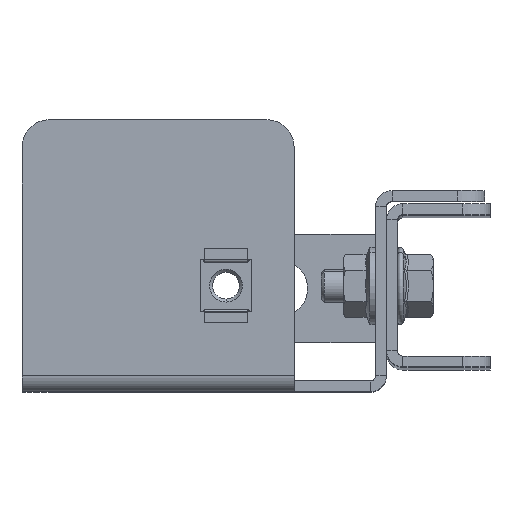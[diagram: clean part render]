
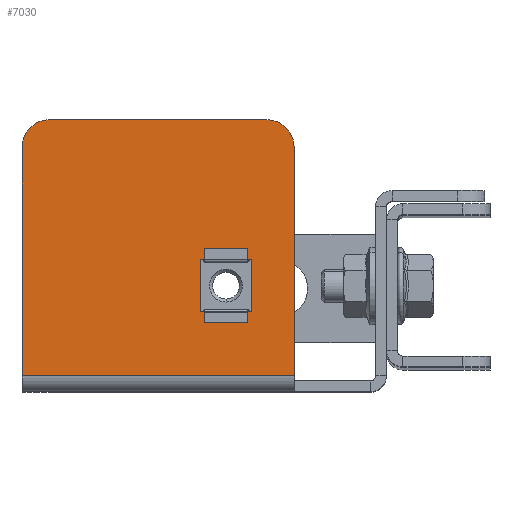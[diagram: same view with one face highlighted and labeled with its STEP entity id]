
A CAD part, top view. The second image highlights one B-rep face of the part: STEP entity #7030.
In plain terms, the highlighted face is planar.
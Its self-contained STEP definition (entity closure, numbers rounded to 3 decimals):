
#100 = AXIS2_PLACEMENT_3D ( 'NONE', #1402, #2056, #1194 ) ;
#272 = ORIENTED_EDGE ( 'NONE', *, *, #4845, .T. ) ;
#425 = CARTESIAN_POINT ( 'NONE',  ( -30.5, 20., -28. ) ) ;
#605 = VERTEX_POINT ( 'NONE', #5251 ) ;
#635 = DIRECTION ( 'NONE',  ( 0., 1., 0. ) ) ;
#698 = CARTESIAN_POINT ( 'NONE',  ( 4.75, 32.25, -28. ) ) ;
#736 = EDGE_CURVE ( 'NONE', #9918, #605, #2294, .T. ) ;
#753 = FACE_BOUND ( 'NONE', #7099, .T. ) ;
#763 = ORIENTED_EDGE ( 'NONE', *, *, #5159, .T. ) ;
#776 = CIRCLE ( 'NONE', #100, 5. ) ;
#838 = CARTESIAN_POINT ( 'NONE',  ( 16.5, 65., -28. ) ) ;
#1162 = CARTESIAN_POINT ( 'NONE',  ( -25.5, 65., -28. ) ) ;
#1181 = LINE ( 'NONE', #4561, #8032 ) ;
#1194 = DIRECTION ( 'NONE',  ( 1., 0., 0. ) ) ;
#1207 = VECTOR ( 'NONE', #5982, 1000. ) ;
#1210 = EDGE_CURVE ( 'NONE', #10064, #9918, #9919, .T. ) ;
#1363 = ORIENTED_EDGE ( 'NONE', *, *, #1580, .F. ) ;
#1402 = CARTESIAN_POINT ( 'NONE',  ( -25.5, 20., -28. ) ) ;
#1404 = AXIS2_PLACEMENT_3D ( 'NONE', #6362, #9766, #2262 ) ;
#1580 = EDGE_CURVE ( 'NONE', #7576, #1756, #5976, .T. ) ;
#1756 = VERTEX_POINT ( 'NONE', #2066 ) ;
#1781 = ORIENTED_EDGE ( 'NONE', *, *, #10419, .T. ) ;
#1813 = VECTOR ( 'NONE', #8230, 1000. ) ;
#2056 = DIRECTION ( 'NONE',  ( 0., 0., -1. ) ) ;
#2066 = CARTESIAN_POINT ( 'NONE',  ( 16.5, 65., -28. ) ) ;
#2093 = DIRECTION ( 'NONE',  ( 0., -1., 0. ) ) ;
#2262 = DIRECTION ( 'NONE',  ( 1., 0., 0. ) ) ;
#2294 = LINE ( 'NONE', #5554, #3490 ) ;
#2309 = LINE ( 'NONE', #698, #3819 ) ;
#2538 = CARTESIAN_POINT ( 'NONE',  ( 0., 65., -28. ) ) ;
#3135 = CARTESIAN_POINT ( 'NONE',  ( -30.5, 0., -28. ) ) ;
#3291 = ORIENTED_EDGE ( 'NONE', *, *, #8091, .T. ) ;
#3490 = VECTOR ( 'NONE', #635, 1000. ) ;
#3568 = EDGE_CURVE ( 'NONE', #7576, #6489, #9334, .T. ) ;
#3605 = VERTEX_POINT ( 'NONE', #1162 ) ;
#3626 = VERTEX_POINT ( 'NONE', #9121 ) ;
#3629 = CARTESIAN_POINT ( 'NONE',  ( -25.5, 15., -28. ) ) ;
#3819 = VECTOR ( 'NONE', #6310, 1000. ) ;
#3919 = FACE_OUTER_BOUND ( 'NONE', #4643, .T. ) ;
#4020 = PLANE ( 'NONE',  #1404 ) ;
#4039 = ORIENTED_EDGE ( 'NONE', *, *, #736, .F. ) ;
#4424 = DIRECTION ( 'NONE',  ( 0., 0., -1. ) ) ;
#4561 = CARTESIAN_POINT ( 'NONE',  ( 4.75, 32.25, -28. ) ) ;
#4643 = EDGE_LOOP ( 'NONE', ( #7815, #763, #272, #1781, #3291, #1363 ) ) ;
#4845 = EDGE_CURVE ( 'NONE', #9861, #7706, #7185, .T. ) ;
#5130 = CARTESIAN_POINT ( 'NONE',  ( 0., 15., -28. ) ) ;
#5135 = CARTESIAN_POINT ( 'NONE',  ( 4.75, 22.75, -28. ) ) ;
#5159 = EDGE_CURVE ( 'NONE', #6489, #9861, #776, .T. ) ;
#5251 = CARTESIAN_POINT ( 'NONE',  ( -4.75, 32.25, -28. ) ) ;
#5554 = CARTESIAN_POINT ( 'NONE',  ( -4.75, 32.25, -28. ) ) ;
#5556 = EDGE_CURVE ( 'NONE', #3626, #10064, #1181, .T. ) ;
#5561 = CARTESIAN_POINT ( 'NONE',  ( -4.75, 22.75, -28. ) ) ;
#5754 = EDGE_CURVE ( 'NONE', #605, #3626, #2309, .T. ) ;
#5790 = ORIENTED_EDGE ( 'NONE', *, *, #5556, .F. ) ;
#5976 = LINE ( 'NONE', #838, #6730 ) ;
#5982 = DIRECTION ( 'NONE',  ( -1., 0., 0. ) ) ;
#6083 = CARTESIAN_POINT ( 'NONE',  ( -30.5, 60., -28. ) ) ;
#6254 = AXIS2_PLACEMENT_3D ( 'NONE', #9262, #4424, #10210 ) ;
#6310 = DIRECTION ( 'NONE',  ( 1., 0., 0. ) ) ;
#6362 = CARTESIAN_POINT ( 'NONE',  ( 0., 0., -28. ) ) ;
#6489 = VERTEX_POINT ( 'NONE', #3629 ) ;
#6546 = DIRECTION ( 'NONE',  ( 0., 1., 0. ) ) ;
#6721 = DIRECTION ( 'NONE',  ( -1., 0., 0. ) ) ;
#6730 = VECTOR ( 'NONE', #6546, 1000. ) ;
#7030 = ADVANCED_FACE ( 'NONE', ( #753, #3919 ), #4020, .F. ) ;
#7099 = EDGE_LOOP ( 'NONE', ( #7796, #5790, #10242, #4039 ) ) ;
#7137 = CARTESIAN_POINT ( 'NONE',  ( 4.75, 22.75, -28. ) ) ;
#7185 = LINE ( 'NONE', #3135, #7609 ) ;
#7241 = VECTOR ( 'NONE', #6721, 1000. ) ;
#7468 = CARTESIAN_POINT ( 'NONE',  ( 16.5, 15., -28. ) ) ;
#7576 = VERTEX_POINT ( 'NONE', #7468 ) ;
#7609 = VECTOR ( 'NONE', #9633, 1000. ) ;
#7706 = VERTEX_POINT ( 'NONE', #6083 ) ;
#7796 = ORIENTED_EDGE ( 'NONE', *, *, #1210, .F. ) ;
#7815 = ORIENTED_EDGE ( 'NONE', *, *, #3568, .T. ) ;
#8032 = VECTOR ( 'NONE', #2093, 1000. ) ;
#8091 = EDGE_CURVE ( 'NONE', #3605, #1756, #9837, .T. ) ;
#8230 = DIRECTION ( 'NONE',  ( 1., 0., 0. ) ) ;
#9121 = CARTESIAN_POINT ( 'NONE',  ( 4.75, 32.25, -28. ) ) ;
#9262 = CARTESIAN_POINT ( 'NONE',  ( -25.5, 60., -28. ) ) ;
#9334 = LINE ( 'NONE', #5130, #1207 ) ;
#9633 = DIRECTION ( 'NONE',  ( 0., 1., 0. ) ) ;
#9766 = DIRECTION ( 'NONE',  ( 0., 0., 1. ) ) ;
#9837 = LINE ( 'NONE', #2538, #1813 ) ;
#9861 = VERTEX_POINT ( 'NONE', #425 ) ;
#9918 = VERTEX_POINT ( 'NONE', #5561 ) ;
#9919 = LINE ( 'NONE', #5135, #7241 ) ;
#10064 = VERTEX_POINT ( 'NONE', #7137 ) ;
#10210 = DIRECTION ( 'NONE',  ( 1., 0., 0. ) ) ;
#10242 = ORIENTED_EDGE ( 'NONE', *, *, #5754, .F. ) ;
#10419 = EDGE_CURVE ( 'NONE', #7706, #3605, #10508, .T. ) ;
#10508 = CIRCLE ( 'NONE', #6254, 5. ) ;
